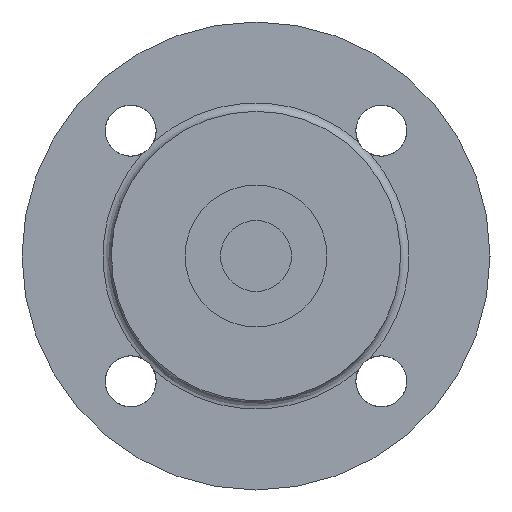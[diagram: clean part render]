
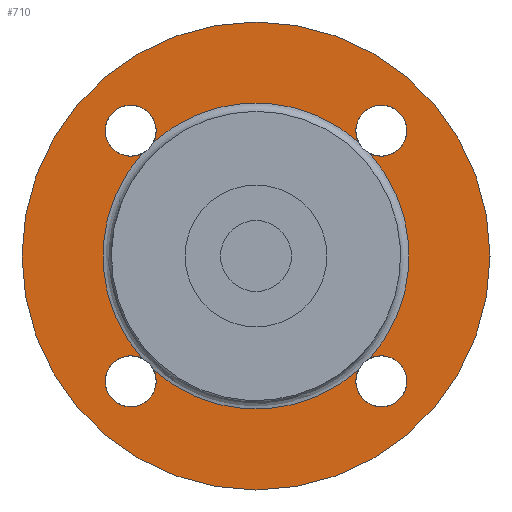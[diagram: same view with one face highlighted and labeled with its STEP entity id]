
A CAD part, left-side view. The second image highlights one B-rep face of the part: STEP entity #710.
In plain terms, the highlighted free-form (B-spline) face has degree [1, 1] with [2, 2] control points.
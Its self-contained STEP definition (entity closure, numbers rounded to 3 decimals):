
#121=CARTESIAN_POINT('',(-112.,-36.191,40.078));
#122=VERTEX_POINT('',#121);
#123=CARTESIAN_POINT('',(-112.,-40.078,36.191));
#124=VERTEX_POINT('',#123);
#138=CARTESIAN_POINT('',(-112.,36.191,40.078));
#139=VERTEX_POINT('',#138);
#140=CARTESIAN_POINT('',(-112.,0.0,0.));
#141=DIRECTION('',(-1.0,0.0,0.0));
#142=DIRECTION('',(0.0,0.0,-1.0));
#143=AXIS2_PLACEMENT_3D('',#140,#141,#142);
#144=CIRCLE('',#143,54.);
#145=EDGE_CURVE('',#122,#139,#144,.T.);
#147=CARTESIAN_POINT('',(-112.,40.078,36.191));
#148=VERTEX_POINT('',#147);
#162=CARTESIAN_POINT('',(-112.,40.078,-36.191));
#163=VERTEX_POINT('',#162);
#164=CARTESIAN_POINT('',(-112.,0.0,0.));
#165=DIRECTION('',(-1.0,0.0,0.0));
#166=DIRECTION('',(0.0,0.0,-1.0));
#167=AXIS2_PLACEMENT_3D('',#164,#165,#166);
#168=CIRCLE('',#167,54.);
#169=EDGE_CURVE('',#148,#163,#168,.T.);
#171=CARTESIAN_POINT('',(-112.,36.191,-40.078));
#172=VERTEX_POINT('',#171);
#186=CARTESIAN_POINT('',(-112.,-36.191,-40.078));
#187=VERTEX_POINT('',#186);
#188=CARTESIAN_POINT('',(-112.,0.0,0.));
#189=DIRECTION('',(-1.0,0.0,0.0));
#190=DIRECTION('',(0.0,0.0,-1.0));
#191=AXIS2_PLACEMENT_3D('',#188,#189,#190);
#192=CIRCLE('',#191,54.);
#193=EDGE_CURVE('',#172,#187,#192,.T.);
#195=CARTESIAN_POINT('',(-112.,-40.078,-36.191));
#196=VERTEX_POINT('',#195);
#210=CARTESIAN_POINT('',(-112.,0.0,0.));
#211=DIRECTION('',(-1.0,0.0,0.0));
#212=DIRECTION('',(0.0,0.0,-1.0));
#213=AXIS2_PLACEMENT_3D('',#210,#211,#212);
#214=CIRCLE('',#213,54.);
#215=EDGE_CURVE('',#196,#124,#214,.T.);
#420=CARTESIAN_POINT('',(-112.,-44.194,44.194));
#421=DIRECTION('',(1.0,0.0,0.0));
#422=DIRECTION('',(0.0,1.0,0.0));
#423=AXIS2_PLACEMENT_3D('',#420,#421,#422);
#424=CIRCLE('',#423,9.0);
#425=EDGE_CURVE('',#122,#124,#424,.T.);
#439=CARTESIAN_POINT('',(-112.,-44.194,-44.194));
#440=DIRECTION('',(1.0,0.0,0.0));
#441=DIRECTION('',(0.0,0.0,1.0));
#442=AXIS2_PLACEMENT_3D('',#439,#440,#441);
#443=CIRCLE('',#442,9.0);
#444=EDGE_CURVE('',#196,#187,#443,.T.);
#458=CARTESIAN_POINT('',(-112.,44.194,-44.194));
#459=DIRECTION('',(1.0,0.0,0.0));
#460=DIRECTION('',(0.0,-1.0,0.0));
#461=AXIS2_PLACEMENT_3D('',#458,#459,#460);
#462=CIRCLE('',#461,9.0);
#463=EDGE_CURVE('',#172,#163,#462,.T.);
#477=CARTESIAN_POINT('',(-112.,44.194,44.194));
#478=DIRECTION('',(1.0,0.0,0.0));
#479=DIRECTION('',(0.0,0.0,-1.0));
#480=AXIS2_PLACEMENT_3D('',#477,#478,#479);
#481=CIRCLE('',#480,9.0);
#482=EDGE_CURVE('',#148,#139,#481,.T.);
#555=CARTESIAN_POINT('',(-112.,0.0,82.5));
#556=VERTEX_POINT('',#555);
#557=CARTESIAN_POINT('',(-112.,0.0,0.));
#558=DIRECTION('',(-1.0,0.0,0.0));
#559=DIRECTION('',(0.0,0.0,1.0));
#560=AXIS2_PLACEMENT_3D('',#557,#558,#559);
#561=CIRCLE('',#560,82.5);
#562=EDGE_CURVE('',#556,#556,#561,.T.);
#692=CARTESIAN_POINT('',(-112.,82.5,82.5));
#693=CARTESIAN_POINT('',(-112.,82.5,-82.5));
#694=CARTESIAN_POINT('',(-112.,-82.5,82.5));
#695=CARTESIAN_POINT('',(-112.,-82.5,-82.5));
#696=B_SPLINE_SURFACE_WITH_KNOTS('',1,1,((#692,#694),(#693,#695)),.UNSPECIFIED.,.F.,.F.,.U.,(2,2),(2,2),(0.0,165.),(0.0,165.),.UNSPECIFIED.);
#697=ORIENTED_EDGE('',*,*,#562,.T.);
#698=EDGE_LOOP('',(#697));
#699=FACE_OUTER_BOUND('',#698,.T.);
#700=ORIENTED_EDGE('',*,*,#215,.F.);
#701=ORIENTED_EDGE('',*,*,#444,.T.);
#702=ORIENTED_EDGE('',*,*,#193,.F.);
#703=ORIENTED_EDGE('',*,*,#463,.T.);
#704=ORIENTED_EDGE('',*,*,#169,.F.);
#705=ORIENTED_EDGE('',*,*,#482,.T.);
#706=ORIENTED_EDGE('',*,*,#145,.F.);
#707=ORIENTED_EDGE('',*,*,#425,.T.);
#708=EDGE_LOOP('',(#700,#701,#702,#703,#704,#705,#706,#707));
#709=FACE_BOUND('',#708,.T.);
#710=ADVANCED_FACE('',(#699,#709),#696,.T.);
